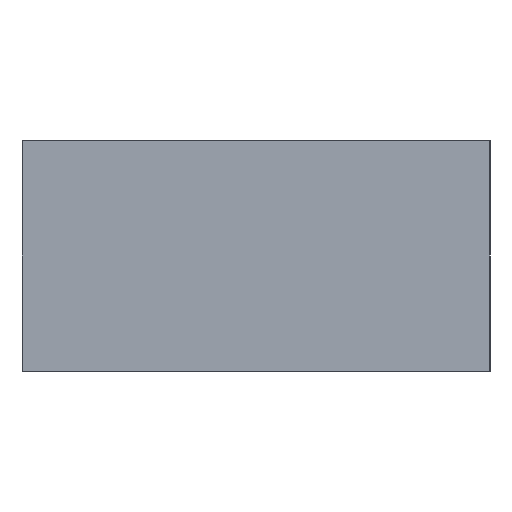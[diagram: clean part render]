
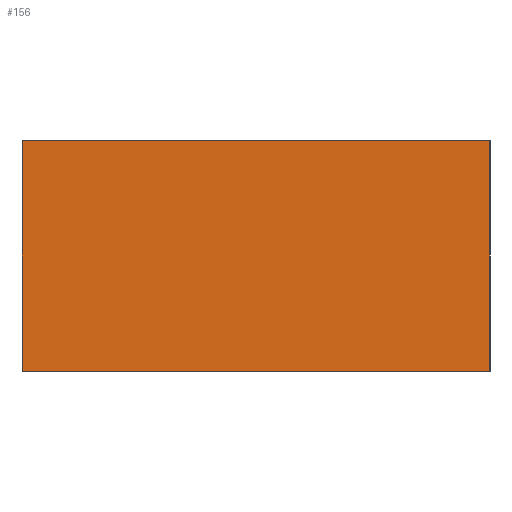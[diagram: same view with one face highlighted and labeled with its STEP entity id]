
A CAD part, left-side view. The second image highlights one B-rep face of the part: STEP entity #156.
In plain terms, the highlighted planar face has unit normal (-1, 0, 0).
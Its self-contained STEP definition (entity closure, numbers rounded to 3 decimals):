
#19=PLANE('',#188);
#27=FACE_OUTER_BOUND('',#35,.T.);
#35=EDGE_LOOP('',(#118,#119,#120,#121));
#49=LINE('',#254,#63);
#50=LINE('',#257,#64);
#51=LINE('',#259,#65);
#52=LINE('',#260,#66);
#63=VECTOR('',#214,10.);
#64=VECTOR('',#217,10.);
#65=VECTOR('',#218,10.);
#66=VECTOR('',#219,10.);
#80=VERTEX_POINT('',#247);
#83=VERTEX_POINT('',#252);
#84=VERTEX_POINT('',#256);
#85=VERTEX_POINT('',#258);
#97=EDGE_CURVE('',#80,#83,#49,.T.);
#98=EDGE_CURVE('',#84,#80,#50,.T.);
#99=EDGE_CURVE('',#85,#83,#51,.T.);
#100=EDGE_CURVE('',#84,#85,#52,.T.);
#118=ORIENTED_EDGE('',*,*,#98,.T.);
#119=ORIENTED_EDGE('',*,*,#97,.T.);
#120=ORIENTED_EDGE('',*,*,#99,.F.);
#121=ORIENTED_EDGE('',*,*,#100,.F.);
#156=ADVANCED_FACE('',(#27),#19,.T.);
#188=AXIS2_PLACEMENT_3D('',#255,#215,#216);
#214=DIRECTION('',(0.,0.,1.));
#215=DIRECTION('center_axis',(-1.,0.,0.));
#216=DIRECTION('ref_axis',(0.,-1.,0.));
#217=DIRECTION('',(0.,-1.,0.));
#218=DIRECTION('',(0.,-1.,0.));
#219=DIRECTION('',(0.,0.,1.));
#247=CARTESIAN_POINT('',(-53.,-3.85,0.));
#252=CARTESIAN_POINT('',(-53.,-3.85,3.8));
#254=CARTESIAN_POINT('',(-53.,-3.85,0.));
#255=CARTESIAN_POINT('Origin',(-53.,3.85,0.));
#256=CARTESIAN_POINT('',(-53.,3.85,0.));
#257=CARTESIAN_POINT('',(-53.,3.85,0.));
#258=CARTESIAN_POINT('',(-53.,3.85,3.8));
#259=CARTESIAN_POINT('',(-53.,3.85,3.8));
#260=CARTESIAN_POINT('',(-53.,3.85,0.));
